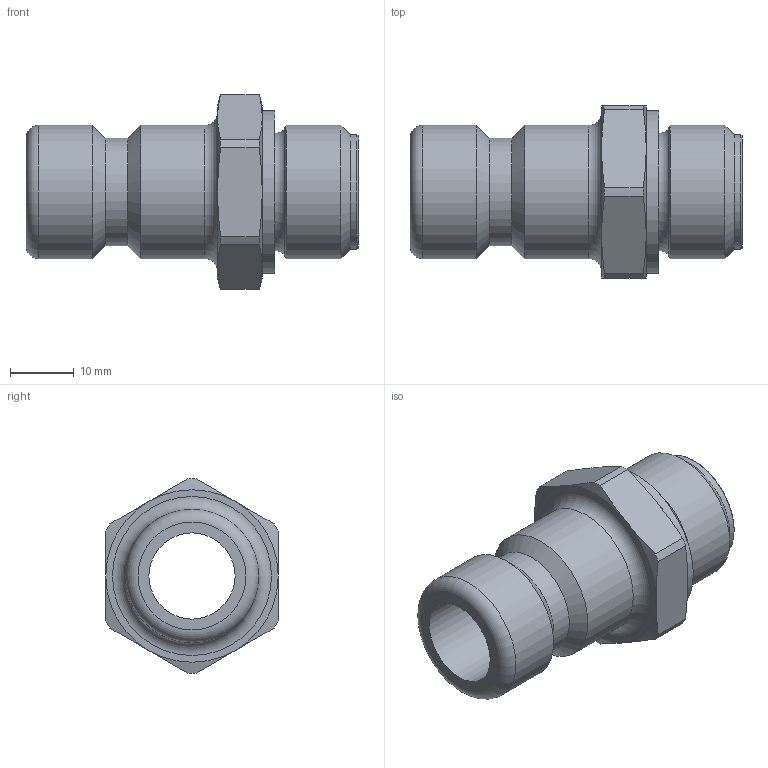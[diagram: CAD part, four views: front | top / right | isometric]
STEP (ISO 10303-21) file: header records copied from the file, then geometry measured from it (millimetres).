
FILE_DESCRIPTION((''),'2;1');
FILE_NAME('57sfaw21sxn.stp','2013-06-20T11:41:44',('IA176480'),(''),'Autodesk Inventor 2013','Autodesk Inventor 2013','');
FILE_SCHEMA(('AUTOMOTIVE_DESIGN { 1 0 10303 214 1 1 1 1 }'));
Length unit declared in the file: millimetre
Products named in the file (3): D107017; D106332; D105913
Assembly tree (2 placements, depth 2):
  D107017
    D106332
    D105913
Bounding box: 52 x 27 x 30.45 mm (x, y, z)
Volume: 11655.1 mm3; surface area: 7218 mm2
Topology: 2 solids, 2 shells, 51 faces, 110 edges, 65 vertices
Faces by surface type: cone 19, cylinder 15, plane 14, torus 3
Full cylindrical faces by diameter (mm): 13.5 x1, 16.8 x1, 18 x1, 20.9 x2, 20.955 x1, 25.5 x1
Entity records: 1361 total; most frequent: CARTESIAN_POINT 262, DIRECTION 230, ORIENTED_EDGE 186, AXIS2_PLACEMENT_3D 105, EDGE_CURVE 93, EDGE_LOOP 74, VERTEX_POINT 65, FACE_OUTER_BOUND 51
